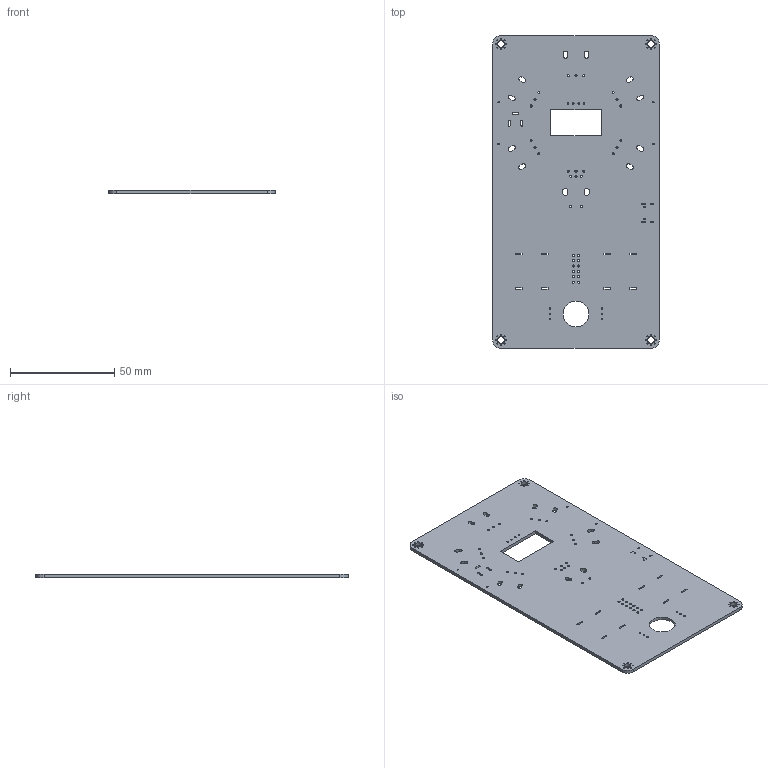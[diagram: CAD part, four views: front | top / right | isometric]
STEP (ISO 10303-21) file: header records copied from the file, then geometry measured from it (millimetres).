
FILE_DESCRIPTION(('KiCad electronic assembly'),'2;1');
FILE_NAME('Supersonic Quantumbox.step','2022-12-10T16:11:14',('Pcbnew'), ('Kicad'),'Open CASCADE STEP processor 7.6','KiCad to STEP converter', 'Unknown');
FILE_SCHEMA(('AUTOMOTIVE_DESIGN { 1 0 10303 214 1 1 1 1 }'));
Length unit declared in the file: millimetre
Products named in the file (2): Supersonic Quantumbox 1; Supersonic Quantumbox PCB
Assembly tree (1 placements, depth 2):
  Supersonic Quantumbox 1
    Supersonic Quantumbox PCB
Bounding box: 80 x 150 x 1.6 mm (x, y, z)
Volume: 18216.9 mm3; surface area: 24395 mm2
Topology: 1 solids, 1 shells, 226 faces, 672 edges, 448 vertices
Faces by surface type: cylinder 154, plane 72
Full cylindrical faces by diameter (mm): 0.5 x32, 0.65 x2, 0.762 x10, 1 x35, 3.2 x4, 12.369 x1
Entity records: 17887 total; most frequent: CARTESIAN_POINT 4548, DIRECTION 2464, LINE 1392, VECTOR 1392, ORIENTED_EDGE 1344, PCURVE 1344, DEFINITIONAL_REPRESENTATION 1344, EDGE_CURVE 672
